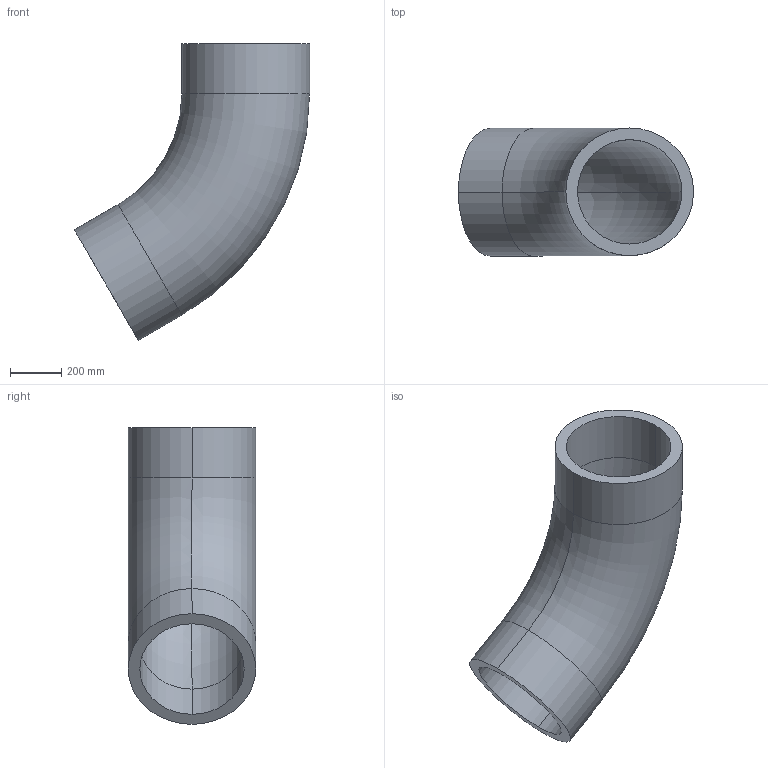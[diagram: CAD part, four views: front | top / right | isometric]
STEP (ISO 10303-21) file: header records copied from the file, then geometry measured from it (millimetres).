
FILE_DESCRIPTION(('STEP AP214'),'1');
FILE_NAME('cctmp_5A6A9ADE-A863-41AA-BE97-FB99069D19C1_2020_6_9_11_18_24_624..stp','2020-06-09T09:18:24',('Georg Fischer Piping Systems Ltd.'),('CADClick - www.CADClick.com'),'Spatial InterOp 3D',' ','unknown authorization');
FILE_SCHEMA(('AUTOMOTIVE_DESIGN'));
Length unit declared in the file: millimetre
Products named in the file (1): 753071027
Bounding box: 920.6 x 500 x 1161.51 mm (x, y, z)
Volume: 76620723.7 mm3; surface area: 3497878.6 mm2
Topology: 1 solids, 1 shells, 14 faces, 30 edges, 18 vertices
Faces by surface type: cylinder 8, torus 4, plane 2
Entity records: 528 total; most frequent: DIRECTION 82, CARTESIAN_POINT 63, ORIENTED_EDGE 60, AXIS2_PLACEMENT_3D 37, EDGE_CURVE 30, CIRCLE 22, VERTEX_POINT 18, EDGE_LOOP 16
